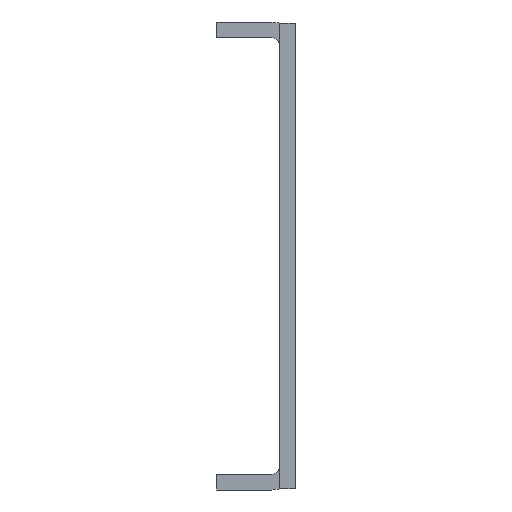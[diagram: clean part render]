
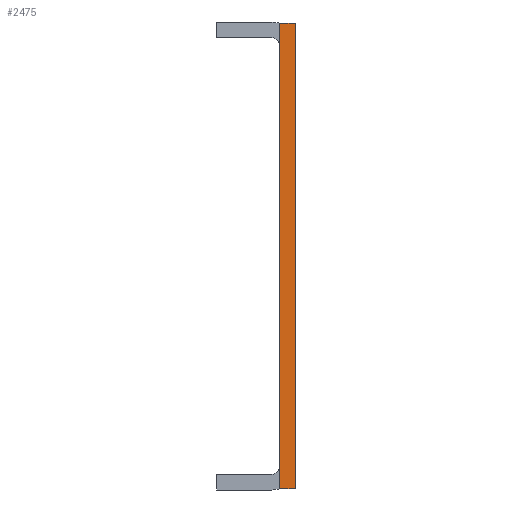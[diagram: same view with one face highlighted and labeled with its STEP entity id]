
A CAD part, front view. The second image highlights one B-rep face of the part: STEP entity #2475.
In plain terms, the highlighted planar face has unit normal (0, -1, 0).
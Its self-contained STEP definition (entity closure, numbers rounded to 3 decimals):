
#641=DIRECTION('',(0.,0.,1.));
#642=VECTOR('',#641,59.157);
#643=CARTESIAN_POINT('',(3.5,0.,970.422));
#644=LINE('',#643,#642);
#1173=DIRECTION('',(1.,0.,0.));
#1174=VECTOR('',#1173,2.);
#1175=CARTESIAN_POINT('',(1.5,0.,970.422));
#1176=LINE('',#1175,#1174);
#1187=DIRECTION('',(0.,0.,1.));
#1188=VECTOR('',#1187,59.157);
#1189=CARTESIAN_POINT('',(1.5,0.,970.422));
#1190=LINE('',#1189,#1188);
#1194=DIRECTION('',(1.,0.,0.));
#1195=VECTOR('',#1194,2.);
#1196=CARTESIAN_POINT('',(1.5,0.,1029.578));
#1197=LINE('',#1196,#1195);
#1676=CARTESIAN_POINT('',(1.5,0.,1029.578));
#1677=VERTEX_POINT('',#1676);
#1678=CARTESIAN_POINT('',(1.5,0.,970.422));
#1679=VERTEX_POINT('',#1678);
#1792=CARTESIAN_POINT('',(3.5,0.,970.422));
#1793=VERTEX_POINT('',#1792);
#1794=CARTESIAN_POINT('',(3.5,0.,1029.578));
#1795=VERTEX_POINT('',#1794);
#2463=CARTESIAN_POINT('',(3.5,0.,1029.578));
#2464=DIRECTION('',(0.,-1.,0.));
#2465=DIRECTION('',(0.,0.,-1.));
#2466=AXIS2_PLACEMENT_3D('',#2463,#2464,#2465);
#2467=PLANE('',#2466);
#2468=ORIENTED_EDGE('',*,*,#2180,.F.);
#2469=ORIENTED_EDGE('',*,*,#2456,.F.);
#2470=ORIENTED_EDGE('',*,*,#1937,.T.);
#2472=ORIENTED_EDGE('',*,*,#2471,.T.);
#2473=EDGE_LOOP('',(#2468,#2469,#2470,#2472));
#2474=FACE_OUTER_BOUND('',#2473,.F.);
#1937=EDGE_CURVE('',#1679,#1677,#1190,.T.);
#2180=EDGE_CURVE('',#1793,#1795,#644,.T.);
#2456=EDGE_CURVE('',#1679,#1793,#1176,.T.);
#2471=EDGE_CURVE('',#1677,#1795,#1197,.T.);
#2475=ADVANCED_FACE('',(#2474),#2467,.T.);
